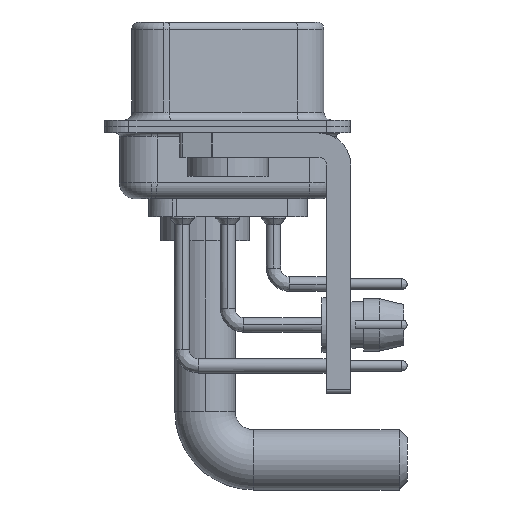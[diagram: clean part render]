
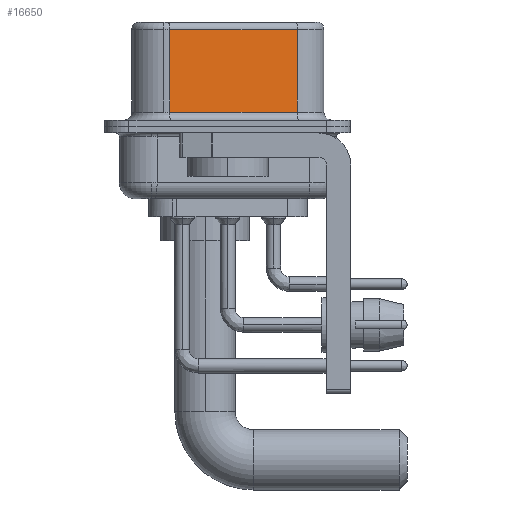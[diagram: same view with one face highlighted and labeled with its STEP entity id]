
A CAD part, left-side view. The second image highlights one B-rep face of the part: STEP entity #16650.
In plain terms, the highlighted planar face has unit normal (-0.985, -0.174, 0).
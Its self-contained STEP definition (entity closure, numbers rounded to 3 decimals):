
#912 = DIRECTION ( 'NONE',  ( 0., 0., -1. ) ) ;
#1050 = LINE ( 'NONE', #7131, #21138 ) ;
#1110 = LINE ( 'NONE', #35463, #16780 ) ;
#1290 = CARTESIAN_POINT ( 'NONE',  ( 5.132, -4.322, 6.52 ) ) ;
#2722 = DIRECTION ( 'NONE',  ( 0., 0., -1. ) ) ;
#6946 = LINE ( 'NONE', #7145, #12805 ) ;
#7131 = CARTESIAN_POINT ( 'NONE',  ( 5.132, -4.322, 0.9 ) ) ;
#7145 = CARTESIAN_POINT ( 'NONE',  ( 5.132, -4.322, 6.02 ) ) ;
#7363 = FACE_OUTER_BOUND ( 'NONE', #27288, .T. ) ;
#8429 = VERTEX_POINT ( 'NONE', #11246 ) ;
#9594 = CARTESIAN_POINT ( 'NONE',  ( 3.73, 3.628, 6.52 ) ) ;
#10149 = DIRECTION ( 'NONE',  ( 0.174, -0.985, 0. ) ) ;
#10372 = DIRECTION ( 'NONE',  ( -0.174, 0.985, 0. ) ) ;
#11246 = CARTESIAN_POINT ( 'NONE',  ( 3.73, 3.628, 0.9 ) ) ;
#11752 = EDGE_CURVE ( 'NONE', #16616, #8429, #30591, .T. ) ;
#12805 = VECTOR ( 'NONE', #10372, 1000. ) ;
#12896 = EDGE_CURVE ( 'NONE', #8429, #24158, #1050, .T. ) ;
#14338 = ORIENTED_EDGE ( 'NONE', *, *, #14890, .F. ) ;
#14890 = EDGE_CURVE ( 'NONE', #28981, #24158, #1110, .T. ) ;
#14893 = AXIS2_PLACEMENT_3D ( 'NONE', #1290, #25342, #28169 ) ;
#16368 = ORIENTED_EDGE ( 'NONE', *, *, #22966, .T. ) ;
#16616 = VERTEX_POINT ( 'NONE', #16636 ) ;
#16636 = CARTESIAN_POINT ( 'NONE',  ( 3.73, 3.628, 6.02 ) ) ;
#16650 = ADVANCED_FACE ( 'NONE', ( #7363 ), #31413, .F. ) ;
#16780 = VECTOR ( 'NONE', #912, 1000. ) ;
#21138 = VECTOR ( 'NONE', #10149, 1000. ) ;
#21858 = CARTESIAN_POINT ( 'NONE',  ( 5.132, -4.322, 0.9 ) ) ;
#22816 = ORIENTED_EDGE ( 'NONE', *, *, #12896, .T. ) ;
#22966 = EDGE_CURVE ( 'NONE', #28981, #16616, #6946, .T. ) ;
#24158 = VERTEX_POINT ( 'NONE', #21858 ) ;
#25342 = DIRECTION ( 'NONE',  ( 0.985, 0.174, 0. ) ) ;
#26634 = ORIENTED_EDGE ( 'NONE', *, *, #11752, .T. ) ;
#27288 = EDGE_LOOP ( 'NONE', ( #14338, #16368, #26634, #22816 ) ) ;
#28169 = DIRECTION ( 'NONE',  ( -0.174, 0.985, 0. ) ) ;
#28981 = VERTEX_POINT ( 'NONE', #33522 ) ;
#30591 = LINE ( 'NONE', #9594, #31695 ) ;
#31413 = PLANE ( 'NONE',  #14893 ) ;
#31695 = VECTOR ( 'NONE', #2722, 1000. ) ;
#33522 = CARTESIAN_POINT ( 'NONE',  ( 5.132, -4.322, 6.02 ) ) ;
#35463 = CARTESIAN_POINT ( 'NONE',  ( 5.132, -4.322, 6.52 ) ) ;
